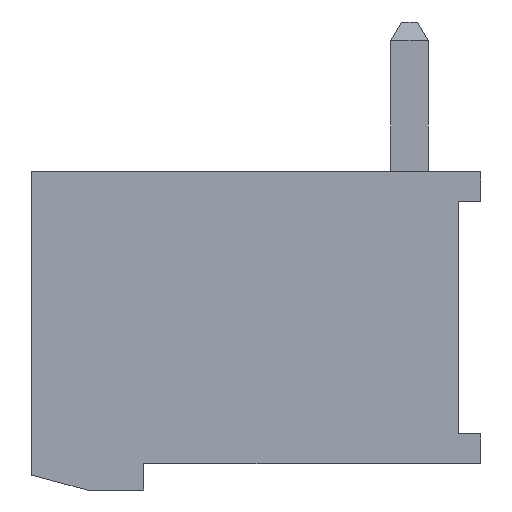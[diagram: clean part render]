
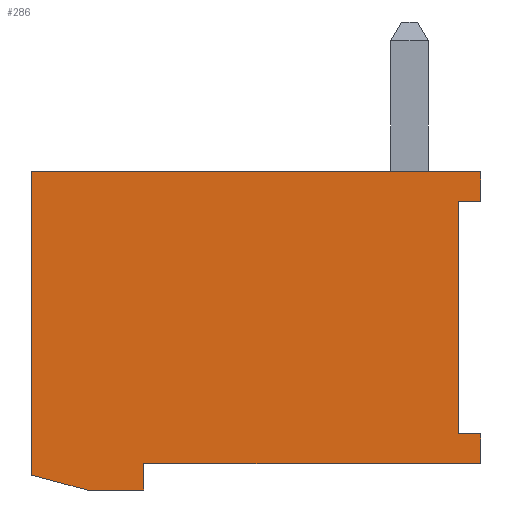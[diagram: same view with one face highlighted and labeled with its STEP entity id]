
A CAD part, front view. The second image highlights one B-rep face of the part: STEP entity #286.
In plain terms, the highlighted planar face has unit normal (0, -1, 0).
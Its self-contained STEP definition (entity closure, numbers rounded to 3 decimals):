
#286 = ADVANCED_FACE( '', ( #697 ), #698, .T. );
#697 = FACE_OUTER_BOUND( '', #1235, .T. );
#698 = PLANE( '', #1236 );
#1235 = EDGE_LOOP( '', ( #2062, #2063, #2064, #2065, #2066, #2067, #2068, #2069, #2070, #2071, #2072 ) );
#1236 = AXIS2_PLACEMENT_3D( '', #2073, #2074, #2075 );
#2062 = ORIENTED_EDGE( '', *, *, #3484, .T. );
#2063 = ORIENTED_EDGE( '', *, *, #3485, .T. );
#2064 = ORIENTED_EDGE( '', *, *, #3486, .T. );
#2065 = ORIENTED_EDGE( '', *, *, #3455, .T. );
#2066 = ORIENTED_EDGE( '', *, *, #3259, .T. );
#2067 = ORIENTED_EDGE( '', *, *, #3355, .T. );
#2068 = ORIENTED_EDGE( '', *, *, #3487, .T. );
#2069 = ORIENTED_EDGE( '', *, *, #3383, .T. );
#2070 = ORIENTED_EDGE( '', *, *, #3488, .T. );
#2071 = ORIENTED_EDGE( '', *, *, #3220, .T. );
#2072 = ORIENTED_EDGE( '', *, *, #3489, .T. );
#2073 = CARTESIAN_POINT( '', ( -252.733, -4., 172.567 ) );
#2074 = DIRECTION( '', ( 0., -1., 0. ) );
#2075 = DIRECTION( '', ( 0., 0., 1. ) );
#3220 = EDGE_CURVE( '', #3841, #3839, #3842, .T. );
#3259 = EDGE_CURVE( '', #3912, #3910, #3913, .T. );
#3355 = EDGE_CURVE( '', #3910, #4072, #4074, .T. );
#3383 = EDGE_CURVE( '', #4125, #4123, #4126, .T. );
#3455 = EDGE_CURVE( '', #4242, #3912, #4243, .T. );
#3484 = EDGE_CURVE( '', #4295, #4296, #4297, .T. );
#3485 = EDGE_CURVE( '', #4296, #4298, #4299, .T. );
#3486 = EDGE_CURVE( '', #4298, #4242, #4300, .T. );
#3487 = EDGE_CURVE( '', #4072, #4125, #4301, .T. );
#3488 = EDGE_CURVE( '', #4123, #3841, #4302, .T. );
#3489 = EDGE_CURVE( '', #3839, #4295, #4303, .T. );
#3839 = VERTEX_POINT( '', #4740 );
#3841 = VERTEX_POINT( '', #4743 );
#3842 = LINE( '', #4744, #4745 );
#3910 = VERTEX_POINT( '', #4843 );
#3912 = VERTEX_POINT( '', #4846 );
#3913 = LINE( '', #4847, #4848 );
#4072 = VERTEX_POINT( '', #5079 );
#4074 = LINE( '', #5082, #5083 );
#4123 = VERTEX_POINT( '', #5152 );
#4125 = VERTEX_POINT( '', #5155 );
#4126 = LINE( '', #5156, #5157 );
#4242 = VERTEX_POINT( '', #5332 );
#4243 = LINE( '', #5333, #5334 );
#4295 = VERTEX_POINT( '', #5413 );
#4296 = VERTEX_POINT( '', #5414 );
#4297 = LINE( '', #5415, #5416 );
#4298 = VERTEX_POINT( '', #5417 );
#4299 = LINE( '', #5418, #5419 );
#4300 = LINE( '', #5420, #5421 );
#4301 = LINE( '', #5422, #5423 );
#4302 = LINE( '', #5424, #5425 );
#4303 = LINE( '', #5426, #5427 );
#4740 = CARTESIAN_POINT( '', ( -6.6, -4., -5.1 ) );
#4743 = CARTESIAN_POINT( '', ( -8.107, -4., -5.1 ) );
#4744 = CARTESIAN_POINT( '', ( -6.6, -4., -5.1 ) );
#4745 = VECTOR( '', #6076, 1000. );
#4843 = CARTESIAN_POINT( '', ( 2.4, -4., 2.6 ) );
#4846 = CARTESIAN_POINT( '', ( 1.8, -4., 2.6 ) );
#4847 = CARTESIAN_POINT( '', ( 2.4, -4., 2.6 ) );
#4848 = VECTOR( '', #6111, 1000. );
#5079 = CARTESIAN_POINT( '', ( 2.4, -4., 3.4 ) );
#5082 = CARTESIAN_POINT( '', ( 2.4, -4., 3.4 ) );
#5083 = VECTOR( '', #6197, 1000. );
#5152 = CARTESIAN_POINT( '', ( -9.6, -4., -4.7 ) );
#5155 = CARTESIAN_POINT( '', ( -9.6, -4., 3.4 ) );
#5156 = CARTESIAN_POINT( '', ( -9.6, -4., -4.7 ) );
#5157 = VECTOR( '', #6225, 1000. );
#5332 = CARTESIAN_POINT( '', ( 1.8, -4., -3.6 ) );
#5333 = CARTESIAN_POINT( '', ( 1.8, -4., 2.6 ) );
#5334 = VECTOR( '', #6285, 1000. );
#5413 = CARTESIAN_POINT( '', ( -6.6, -4., -4.4 ) );
#5414 = CARTESIAN_POINT( '', ( 2.4, -4., -4.4 ) );
#5415 = CARTESIAN_POINT( '', ( 2.4, -4., -4.4 ) );
#5416 = VECTOR( '', #6313, 1000. );
#5417 = CARTESIAN_POINT( '', ( 2.4, -4., -3.6 ) );
#5418 = CARTESIAN_POINT( '', ( 2.4, -4., -3.6 ) );
#5419 = VECTOR( '', #6314, 1000. );
#5420 = CARTESIAN_POINT( '', ( 1.8, -4., -3.6 ) );
#5421 = VECTOR( '', #6315, 1000. );
#5422 = CARTESIAN_POINT( '', ( -9.6, -4., 3.4 ) );
#5423 = VECTOR( '', #6316, 1000. );
#5424 = CARTESIAN_POINT( '', ( -8.107, -4., -5.1 ) );
#5425 = VECTOR( '', #6317, 1000. );
#5426 = CARTESIAN_POINT( '', ( -6.6, -4., -4.4 ) );
#5427 = VECTOR( '', #6318, 1000. );
#6076 = DIRECTION( '', ( 1., 0., 0. ) );
#6111 = DIRECTION( '', ( 1., 0., 0. ) );
#6197 = DIRECTION( '', ( 0., 0., 1. ) );
#6225 = DIRECTION( '', ( 0., 0., -1. ) );
#6285 = DIRECTION( '', ( 0., 0., 1. ) );
#6313 = DIRECTION( '', ( 1., 0., 0. ) );
#6314 = DIRECTION( '', ( 0., 0., 1. ) );
#6315 = DIRECTION( '', ( -1., 0., 0. ) );
#6316 = DIRECTION( '', ( -1., 0., 0. ) );
#6317 = DIRECTION( '', ( 0.966, 0., -0.259 ) );
#6318 = DIRECTION( '', ( 0., 0., 1. ) );
